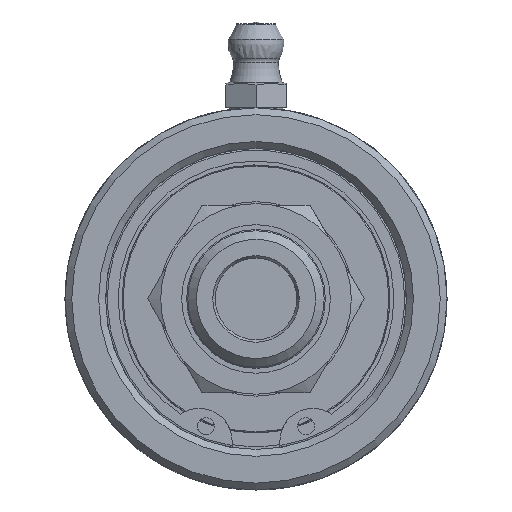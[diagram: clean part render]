
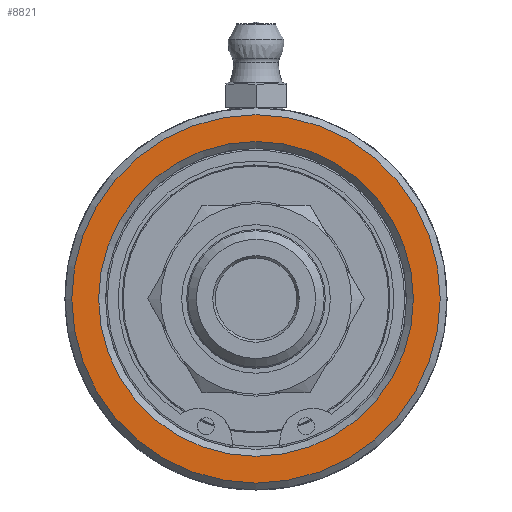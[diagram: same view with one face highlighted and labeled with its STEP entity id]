
A CAD part, left-side view. The second image highlights one B-rep face of the part: STEP entity #8821.
In plain terms, the highlighted planar face has unit normal (-1, 0, 0).
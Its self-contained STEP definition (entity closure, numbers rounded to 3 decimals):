
#267=FACE_BOUND('',#3048,.T.);
#2498=FACE_OUTER_BOUND('',#3047,.T.);
#3047=EDGE_LOOP('',(#7912));
#3048=EDGE_LOOP('',(#7913));
#3371=CIRCLE('',#9483,21.45);
#3372=CIRCLE('',#9485,18.325);
#4230=VERTEX_POINT('',#59684);
#4231=VERTEX_POINT('',#59688);
#5481=EDGE_CURVE('',#4230,#4230,#3371,.T.);
#5482=EDGE_CURVE('',#4231,#4231,#3372,.T.);
#7912=ORIENTED_EDGE('',*,*,#5481,.F.);
#7913=ORIENTED_EDGE('',*,*,#5482,.F.);
#8382=PLANE('',#9484);
#8821=ADVANCED_FACE('',(#2498,#267),#8382,.F.);
#9483=AXIS2_PLACEMENT_3D('',#59686,#11169,#11170);
#9484=AXIS2_PLACEMENT_3D('',#59687,#11171,#11172);
#9485=AXIS2_PLACEMENT_3D('',#59689,#11173,#11174);
#11169=DIRECTION('center_axis',(1.,0.,0.));
#11170=DIRECTION('ref_axis',(0.,0.,-1.));
#11171=DIRECTION('center_axis',(1.,0.,0.));
#11172=DIRECTION('ref_axis',(0.,0.,-1.));
#11173=DIRECTION('center_axis',(-1.,0.,0.));
#11174=DIRECTION('ref_axis',(0.,0.,-1.));
#59684=CARTESIAN_POINT('',(26.36,0.,21.45));
#59686=CARTESIAN_POINT('Origin',(26.36,0.,0.));
#59687=CARTESIAN_POINT('Origin',(26.36,0.,-22.25));
#59688=CARTESIAN_POINT('',(26.36,0.,18.325));
#59689=CARTESIAN_POINT('Origin',(26.36,0.,0.));
